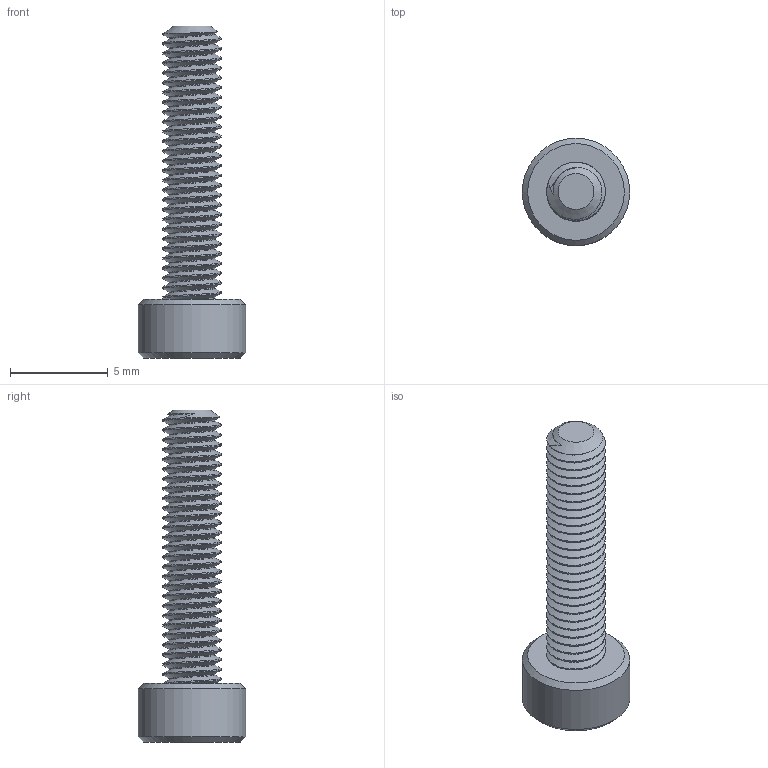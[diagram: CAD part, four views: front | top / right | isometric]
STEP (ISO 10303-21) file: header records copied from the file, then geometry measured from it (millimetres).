
FILE_DESCRIPTION(/* description */ (''),/* implementation_level */ '2;1');
FILE_NAME(/* name */ 'M3x14.step',/* time_stamp */ '2018-07-18T16:01:12+02:00',/* author */ ('boelle'),/* organization */ (''),/* preprocessor_version */ 'ST-DEVELOPER v17',/* originating_system */ 'Autodesk Translation Framework v7.1.0.215',/* authorisation */ '');
FILE_SCHEMA (('AUTOMOTIVE_DESIGN { 1 0 10303 214 3 1 1 }'));
Length unit declared in the file: millimetre
Products named in the file (2): M3x14; 91292A027
Assembly tree (1 placements, depth 2):
  M3x14
    91292A027
Bounding box: 5.5 x 5.5 x 17 mm (x, y, z)
Volume: 138.5 mm3; surface area: 311.6 mm2
Topology: 1 solids, 1 shells, 80 faces, 219 edges, 143 vertices
Faces by surface type: cylinder 59, plane 10, cone 9, bspline 2
Full cylindrical faces by diameter (mm): 2.35 x27, 3 x27, 5.5 x1
Entity records: 7755 total; most frequent: CARTESIAN_POINT 5906, ORIENTED_EDGE 438, DIRECTION 278, EDGE_CURVE 219, VERTEX_POINT 143, B_SPLINE_CURVE_WITH_KNOTS 120, AXIS2_PLACEMENT_3D 103, EDGE_LOOP 82
